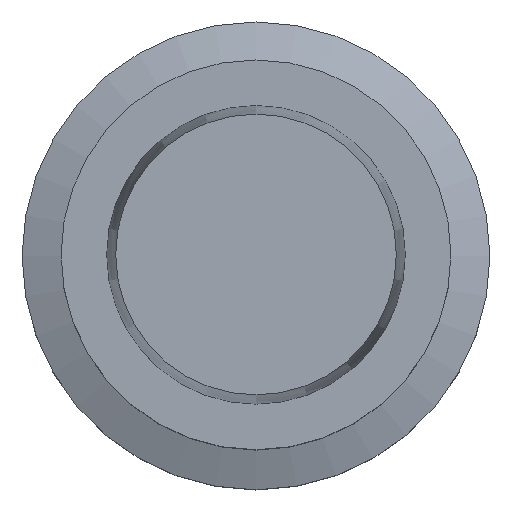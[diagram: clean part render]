
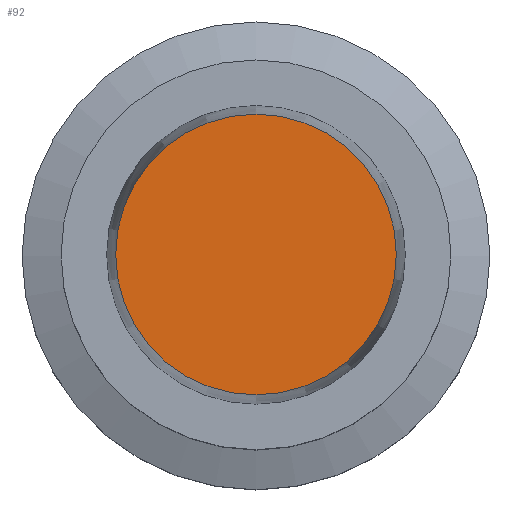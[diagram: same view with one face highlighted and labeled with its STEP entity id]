
A CAD part, top view. The second image highlights one B-rep face of the part: STEP entity #92.
In plain terms, the highlighted planar face has unit normal (0, 0, 1).
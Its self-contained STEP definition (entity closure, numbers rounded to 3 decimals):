
#92=ADVANCED_FACE('',(#144),#145,.T.);
#144=FACE_OUTER_BOUND('',#196,.T.);
#145=PLANE('',#197);
#196=EDGE_LOOP('',(#282));
#197=AXIS2_PLACEMENT_3D('',#283,#284,#285);
#282=ORIENTED_EDGE('',*,*,#302,.T.);
#283=CARTESIAN_POINT('',(0.,9.,25.0));
#284=DIRECTION('',(0.,0.,1.0));
#285=DIRECTION('',(0.,1.0,0.));
#302=EDGE_CURVE('',#335,#335,#336,.T.);
#335=VERTEX_POINT('',#369);
#336=CIRCLE('',#370,18.);
#369=CARTESIAN_POINT('',(0.,18.,25.0));
#370=AXIS2_PLACEMENT_3D('',#419,#420,#421);
#419=CARTESIAN_POINT('',(0.,0.,25.0));
#420=DIRECTION('',(0.,0.,1.0));
#421=DIRECTION('',(0.,1.0,0.));
